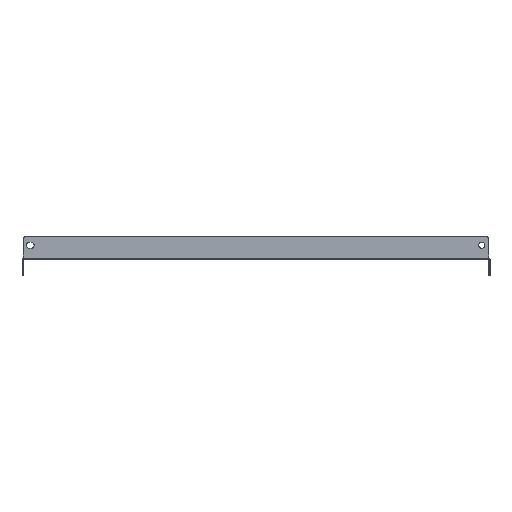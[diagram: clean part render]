
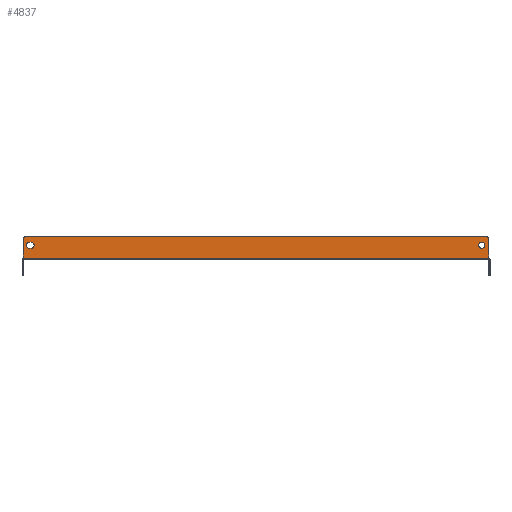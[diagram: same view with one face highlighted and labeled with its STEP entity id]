
A CAD part, left-side view. The second image highlights one B-rep face of the part: STEP entity #4837.
In plain terms, the highlighted planar face has unit normal (-1, 0, 0).
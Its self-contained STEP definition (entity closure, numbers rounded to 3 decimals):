
#1703 = ORIENTED_EDGE ( 'NONE', *, *, #3972, .T. ) ;
#1721 = ORIENTED_EDGE ( 'NONE', *, *, #3996, .T. ) ;
#1739 = ORIENTED_EDGE ( 'NONE', *, *, #3987, .T. ) ;
#1757 = ORIENTED_EDGE ( 'NONE', *, *, #3994, .T. ) ;
#1903 = ORIENTED_EDGE ( 'NONE', *, *, #3983, .F. ) ;
#1958 = ORIENTED_EDGE ( 'NONE', *, *, #3989, .T. ) ;
#2015 = ORIENTED_EDGE ( 'NONE', *, *, #3991, .F. ) ;
#2033 = ORIENTED_EDGE ( 'NONE', *, *, #3990, .F. ) ;
#2051 = ORIENTED_EDGE ( 'NONE', *, *, #3992, .F. ) ;
#2070 = ORIENTED_EDGE ( 'NONE', *, *, #3993, .F. ) ;
#2088 = ORIENTED_EDGE ( 'NONE', *, *, #4340, .F. ) ;
#2127 = ORIENTED_EDGE ( 'NONE', *, *, #3975, .F. ) ;
#3109 = VERTEX_POINT ( 'NONE', #5882 ) ;
#3112 = VERTEX_POINT ( 'NONE', #5885 ) ;
#3368 = VERTEX_POINT ( 'NONE', #6141 ) ;
#3370 = VERTEX_POINT ( 'NONE', #6143 ) ;
#3372 = VERTEX_POINT ( 'NONE', #6145 ) ;
#3373 = VERTEX_POINT ( 'NONE', #6146 ) ;
#3375 = VERTEX_POINT ( 'NONE', #6148 ) ;
#3376 = VERTEX_POINT ( 'NONE', #6149 ) ;
#3377 = VERTEX_POINT ( 'NONE', #6150 ) ;
#3378 = VERTEX_POINT ( 'NONE', #6151 ) ;
#3379 = VERTEX_POINT ( 'NONE', #6152 ) ;
#3380 = VERTEX_POINT ( 'NONE', #6153 ) ;
#3972 = EDGE_CURVE ( 'NONE', #3370, #3372, #10578, .T. ) ;
#3975 = EDGE_CURVE ( 'NONE', #3377, #3375, #11200, .T. ) ;
#3983 = EDGE_CURVE ( 'NONE', #3370, #3368, #7401, .T. ) ;
#3987 = EDGE_CURVE ( 'NONE', #3380, #3373, #7408, .T. ) ;
#3989 = EDGE_CURVE ( 'NONE', #3373, #3368, #7409, .T. ) ;
#3990 = EDGE_CURVE ( 'NONE', #3378, #3377, #7411, .T. ) ;
#3991 = EDGE_CURVE ( 'NONE', #3376, #3378, #7415, .T. ) ;
#3992 = EDGE_CURVE ( 'NONE', #3112, #3109, #7416, .T. ) ;
#3993 = EDGE_CURVE ( 'NONE', #3375, #3376, #7413, .T. ) ;
#3994 = EDGE_CURVE ( 'NONE', #3372, #3379, #7419, .T. ) ;
#3996 = EDGE_CURVE ( 'NONE', #3379, #3380, #7417, .T. ) ;
#4340 = EDGE_CURVE ( 'NONE', #3109, #3112, #8091, .T. ) ;
#4492 = AXIS2_PLACEMENT_3D ( 'NONE', #7239, #7240, #7241 ) ;
#4496 = AXIS2_PLACEMENT_3D ( 'NONE', #7286, #7288, #7289 ) ;
#4497 = AXIS2_PLACEMENT_3D ( 'NONE', #7277, #7278, #7279 ) ;
#4499 = AXIS2_PLACEMENT_3D ( 'NONE', #7267, #7269, #7270 ) ;
#4500 = AXIS2_PLACEMENT_3D ( 'NONE', #7280, #7281, #7282 ) ;
#4523 = AXIS2_PLACEMENT_3D ( 'NONE', #9171, #9174, #9175 ) ;
#4837 = ADVANCED_FACE ( 'NONE', ( #8467, #8473, #8475 ), #10167, .F. ) ;
#5882 = CARTESIAN_POINT ( 'NONE',  ( -449.5, -262.49, 13. ) ) ;
#5885 = CARTESIAN_POINT ( 'NONE',  ( -449.5, -262.49, 20. ) ) ;
#6141 = CARTESIAN_POINT ( 'NONE',  ( -449.5, 270.49, 1.51 ) ) ;
#6143 = CARTESIAN_POINT ( 'NONE',  ( -449.5, -270.49, 1.51 ) ) ;
#6145 = CARTESIAN_POINT ( 'NONE',  ( -449.5, -270.49, 23.5 ) ) ;
#6146 = CARTESIAN_POINT ( 'NONE',  ( -449.5, 270.49, 23.5 ) ) ;
#6148 = CARTESIAN_POINT ( 'NONE',  ( -449.5, 263.49, 13. ) ) ;
#6149 = CARTESIAN_POINT ( 'NONE',  ( -449.5, 261.49, 13. ) ) ;
#6150 = CARTESIAN_POINT ( 'NONE',  ( -449.5, 263.49, 20. ) ) ;
#6151 = CARTESIAN_POINT ( 'NONE',  ( -449.5, 261.49, 20. ) ) ;
#6152 = CARTESIAN_POINT ( 'NONE',  ( -449.5, -267.49, 26.5 ) ) ;
#6153 = CARTESIAN_POINT ( 'NONE',  ( -449.5, 267.49, 26.5 ) ) ;
#7234 = CARTESIAN_POINT ( 'NONE',  ( -449.5, -270.49, 1.5 ) ) ;
#7235 = DIRECTION ( 'NONE',  ( 0., 0., 1. ) ) ;
#7239 = CARTESIAN_POINT ( 'NONE',  ( -449.5, 263.49, 16.5 ) ) ;
#7240 = DIRECTION ( 'NONE',  ( -1., 0., 0. ) ) ;
#7241 = DIRECTION ( 'NONE',  ( 0., 0., 1. ) ) ;
#7261 = CARTESIAN_POINT ( 'NONE',  ( -449.5, 270.49, 1.51 ) ) ;
#7262 = DIRECTION ( 'NONE',  ( 0., 1., 0. ) ) ;
#7267 = CARTESIAN_POINT ( 'NONE',  ( -449.5, 267.49, 23.5 ) ) ;
#7269 = DIRECTION ( 'NONE',  ( -1., 0., 0. ) ) ;
#7270 = DIRECTION ( 'NONE',  ( 0., 0., -1. ) ) ;
#7273 = CARTESIAN_POINT ( 'NONE',  ( -449.5, 270.49, 1.5 ) ) ;
#7274 = DIRECTION ( 'NONE',  ( 0., 0., -1. ) ) ;
#7275 = CARTESIAN_POINT ( 'NONE',  ( -449.5, 263.49, 20. ) ) ;
#7276 = DIRECTION ( 'NONE',  ( 0., 1., 0. ) ) ;
#7277 = CARTESIAN_POINT ( 'NONE',  ( -449.5, 261.49, 16.5 ) ) ;
#7278 = DIRECTION ( 'NONE',  ( -1., 0., 0. ) ) ;
#7279 = DIRECTION ( 'NONE',  ( 0., 0., 1. ) ) ;
#7280 = CARTESIAN_POINT ( 'NONE',  ( -449.5, -262.49, 16.5 ) ) ;
#7281 = DIRECTION ( 'NONE',  ( -1., 0., 0. ) ) ;
#7282 = DIRECTION ( 'NONE',  ( 0., 0., 1. ) ) ;
#7284 = CARTESIAN_POINT ( 'NONE',  ( -449.5, 263.49, 13. ) ) ;
#7285 = DIRECTION ( 'NONE',  ( 0., -1., 0. ) ) ;
#7286 = CARTESIAN_POINT ( 'NONE',  ( -449.5, -267.49, 23.5 ) ) ;
#7288 = DIRECTION ( 'NONE',  ( -1., 0., 0. ) ) ;
#7289 = DIRECTION ( 'NONE',  ( 0., 0., -1. ) ) ;
#7293 = CARTESIAN_POINT ( 'NONE',  ( -449.5, -270.49, 26.5 ) ) ;
#7294 = DIRECTION ( 'NONE',  ( 0., 1., 0. ) ) ;
#7401 = LINE ( 'NONE', #7261, #7402 ) ;
#7402 = VECTOR ( 'NONE', #7262, 1000. ) ;
#7408 = CIRCLE ( 'NONE', #4499, 3. ) ;
#7409 = LINE ( 'NONE', #7273, #7410 ) ;
#7410 = VECTOR ( 'NONE', #7274, 1000. ) ;
#7411 = LINE ( 'NONE', #7275, #7412 ) ;
#7412 = VECTOR ( 'NONE', #7276, 1000. ) ;
#7413 = LINE ( 'NONE', #7284, #7414 ) ;
#7414 = VECTOR ( 'NONE', #7285, 1000. ) ;
#7415 = CIRCLE ( 'NONE', #4497, 3.5 ) ;
#7416 = CIRCLE ( 'NONE', #4500, 3.5 ) ;
#7417 = LINE ( 'NONE', #7293, #7418 ) ;
#7418 = VECTOR ( 'NONE', #7294, 1000. ) ;
#7419 = CIRCLE ( 'NONE', #4496, 3. ) ;
#8091 = CIRCLE ( 'NONE', #4523, 3.5 ) ;
#8467 = FACE_BOUND ( 'NONE', #11819, .T. ) ;
#8473 = FACE_BOUND ( 'NONE', #11802, .T. ) ;
#8475 = FACE_OUTER_BOUND ( 'NONE', #11909, .T. ) ;
#9171 = CARTESIAN_POINT ( 'NONE',  ( -449.5, -262.49, 16.5 ) ) ;
#9174 = DIRECTION ( 'NONE',  ( -1., 0., 0. ) ) ;
#9175 = DIRECTION ( 'NONE',  ( 0., 0., 1. ) ) ;
#9853 = AXIS2_PLACEMENT_3D ( 'NONE', #10162, #10168, #10169 ) ;
#10162 = CARTESIAN_POINT ( 'NONE',  ( -449.5, -270.49, 1.5 ) ) ;
#10167 = PLANE ( 'NONE',  #9853 ) ;
#10168 = DIRECTION ( 'NONE',  ( 1., 0., 0. ) ) ;
#10169 = DIRECTION ( 'NONE',  ( 0., 0., -1. ) ) ;
#10507 = VECTOR ( 'NONE', #7235, 1000. ) ;
#10578 = LINE ( 'NONE', #7234, #10507 ) ;
#11200 = CIRCLE ( 'NONE', #4492, 3.5 ) ;
#11802 = EDGE_LOOP ( 'NONE', ( #2070, #2127, #2033, #2015 ) ) ;
#11819 = EDGE_LOOP ( 'NONE', ( #2051, #2088 ) ) ;
#11909 = EDGE_LOOP ( 'NONE', ( #1703, #1757, #1721, #1739, #1958, #1903 ) ) ;
